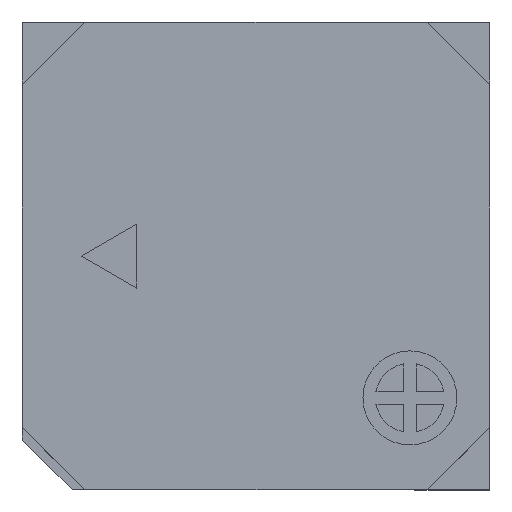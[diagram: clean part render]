
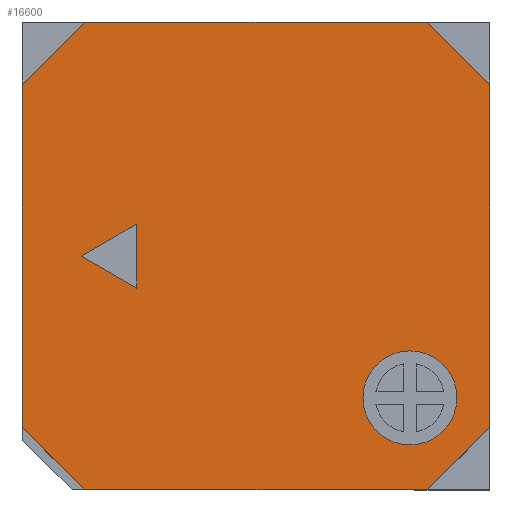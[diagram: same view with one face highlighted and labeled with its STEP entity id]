
A CAD part, top view. The second image highlights one B-rep face of the part: STEP entity #16600.
In plain terms, the highlighted planar face has unit normal (0, 0, 1).
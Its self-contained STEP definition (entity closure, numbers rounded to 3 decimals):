
#32 = VERTEX_POINT ( 'NONE', #2489 ) ;
#521 = CARTESIAN_POINT ( 'NONE',  ( 3.25, 3.25, 2.5 ) ) ;
#558 = EDGE_LOOP ( 'NONE', ( #16496, #2687, #9218, #10815, #17852, #17294, #10580, #3077 ) ) ;
#637 = VERTEX_POINT ( 'NONE', #9731 ) ;
#782 = LINE ( 'NONE', #13013, #3375 ) ;
#1018 = ORIENTED_EDGE ( 'NONE', *, *, #19746, .F. ) ;
#1230 = FACE_BOUND ( 'NONE', #4239, .T. ) ;
#1322 = DIRECTION ( 'NONE',  ( 0., 0., 1. ) ) ;
#1481 = VERTEX_POINT ( 'NONE', #3234 ) ;
#1549 = CARTESIAN_POINT ( 'NONE',  ( -3.75, 3.75, 2.5 ) ) ;
#1634 = CARTESIAN_POINT ( 'NONE',  ( -1.912, 0.513, 2.5 ) ) ;
#1664 = VERTEX_POINT ( 'NONE', #14984 ) ;
#1698 = LINE ( 'NONE', #6111, #17336 ) ;
#1718 = EDGE_LOOP ( 'NONE', ( #10845, #14484, #13067 ) ) ;
#1892 = CARTESIAN_POINT ( 'NONE',  ( -3.25, -3.25, 2.5 ) ) ;
#2129 = LINE ( 'NONE', #1549, #11326 ) ;
#2489 = CARTESIAN_POINT ( 'NONE',  ( 2.75, 3.75, 2.5 ) ) ;
#2612 = DIRECTION ( 'NONE',  ( 0., 0., 1. ) ) ;
#2687 = ORIENTED_EDGE ( 'NONE', *, *, #4352, .T. ) ;
#2759 = FACE_BOUND ( 'NONE', #1718, .T. ) ;
#2881 = VERTEX_POINT ( 'NONE', #18568 ) ;
#3077 = ORIENTED_EDGE ( 'NONE', *, *, #14403, .T. ) ;
#3234 = CARTESIAN_POINT ( 'NONE',  ( 3.225, -2.276, 2.5 ) ) ;
#3250 = EDGE_CURVE ( 'NONE', #32, #11603, #782, .T. ) ;
#3294 = DIRECTION ( 'NONE',  ( 0.866, -0.5, 0. ) ) ;
#3369 = CIRCLE ( 'NONE', #14577, 0.754 ) ;
#3375 = VECTOR ( 'NONE', #12802, 1000. ) ;
#3585 = DIRECTION ( 'NONE',  ( 0., 0., 1. ) ) ;
#3709 = CARTESIAN_POINT ( 'NONE',  ( -2.75, -3.75, 2.5 ) ) ;
#3746 = CARTESIAN_POINT ( 'NONE',  ( -1.912, -0.513, 2.5 ) ) ;
#3980 = VECTOR ( 'NONE', #9571, 1000. ) ;
#4022 = EDGE_CURVE ( 'NONE', #1664, #10114, #1698, .T. ) ;
#4200 = VERTEX_POINT ( 'NONE', #8822 ) ;
#4239 = EDGE_LOOP ( 'NONE', ( #1018, #11899 ) ) ;
#4352 = EDGE_CURVE ( 'NONE', #4874, #637, #18610, .T. ) ;
#4805 = VECTOR ( 'NONE', #11003, 1000. ) ;
#4833 = CARTESIAN_POINT ( 'NONE',  ( -1.912, -0.513, 2.5 ) ) ;
#4874 = VERTEX_POINT ( 'NONE', #15708 ) ;
#4940 = CARTESIAN_POINT ( 'NONE',  ( -3.75, -3.75, 2.5 ) ) ;
#5211 = LINE ( 'NONE', #521, #11389 ) ;
#5241 = EDGE_CURVE ( 'NONE', #2881, #1664, #7588, .T. ) ;
#5667 = CARTESIAN_POINT ( 'NONE',  ( -2.75, 3.75, 2.5 ) ) ;
#5956 = PLANE ( 'NONE',  #19387 ) ;
#6111 = CARTESIAN_POINT ( 'NONE',  ( -2.802, 0., 2.5 ) ) ;
#6135 = EDGE_CURVE ( 'NONE', #18522, #4874, #7382, .T. ) ;
#6608 = EDGE_CURVE ( 'NONE', #11413, #32, #5211, .T. ) ;
#6612 = DIRECTION ( 'NONE',  ( 1., 0., 0. ) ) ;
#6713 = DIRECTION ( 'NONE',  ( -0.707, 0.707, 0. ) ) ;
#6856 = LINE ( 'NONE', #3746, #4805 ) ;
#7052 = DIRECTION ( 'NONE',  ( 0., 1., 0. ) ) ;
#7292 = VERTEX_POINT ( 'NONE', #10688 ) ;
#7382 = LINE ( 'NONE', #4940, #3980 ) ;
#7393 = CARTESIAN_POINT ( 'NONE',  ( 3.75, 2.75, 2.5 ) ) ;
#7588 = LINE ( 'NONE', #1634, #12581 ) ;
#8584 = CARTESIAN_POINT ( 'NONE',  ( 3.75, 3.75, 2.5 ) ) ;
#8776 = FACE_OUTER_BOUND ( 'NONE', #558, .T. ) ;
#8822 = CARTESIAN_POINT ( 'NONE',  ( -3.75, -2.75, 2.5 ) ) ;
#9218 = ORIENTED_EDGE ( 'NONE', *, *, #15675, .T. ) ;
#9267 = DIRECTION ( 'NONE',  ( -0.866, -0.5, 0. ) ) ;
#9528 = LINE ( 'NONE', #1892, #17643 ) ;
#9571 = DIRECTION ( 'NONE',  ( 1., 0., 0. ) ) ;
#9714 = CARTESIAN_POINT ( 'NONE',  ( 2.471, -2.276, 2.5 ) ) ;
#9731 = CARTESIAN_POINT ( 'NONE',  ( 3.75, -2.75, 2.5 ) ) ;
#9770 = LINE ( 'NONE', #8584, #11050 ) ;
#10051 = EDGE_CURVE ( 'NONE', #11603, #7292, #13570, .T. ) ;
#10114 = VERTEX_POINT ( 'NONE', #4833 ) ;
#10389 = CIRCLE ( 'NONE', #11687, 0.754 ) ;
#10580 = ORIENTED_EDGE ( 'NONE', *, *, #12943, .T. ) ;
#10688 = CARTESIAN_POINT ( 'NONE',  ( -3.75, 2.75, 2.5 ) ) ;
#10815 = ORIENTED_EDGE ( 'NONE', *, *, #6608, .T. ) ;
#10845 = ORIENTED_EDGE ( 'NONE', *, *, #14643, .F. ) ;
#10988 = CARTESIAN_POINT ( 'NONE',  ( 3.25, -3.25, 2.5 ) ) ;
#11000 = VERTEX_POINT ( 'NONE', #16281 ) ;
#11003 = DIRECTION ( 'NONE',  ( 0., 1., 0. ) ) ;
#11050 = VECTOR ( 'NONE', #7052, 1000. ) ;
#11326 = VECTOR ( 'NONE', #14248, 1000. ) ;
#11389 = VECTOR ( 'NONE', #6713, 1000. ) ;
#11413 = VERTEX_POINT ( 'NONE', #7393 ) ;
#11603 = VERTEX_POINT ( 'NONE', #5667 ) ;
#11618 = DIRECTION ( 'NONE',  ( 0.707, -0.707, 0. ) ) ;
#11687 = AXIS2_PLACEMENT_3D ( 'NONE', #14954, #2612, #14852 ) ;
#11899 = ORIENTED_EDGE ( 'NONE', *, *, #15885, .F. ) ;
#11962 = CARTESIAN_POINT ( 'NONE',  ( 0., 0., 2.5 ) ) ;
#12581 = VECTOR ( 'NONE', #9267, 1000. ) ;
#12802 = DIRECTION ( 'NONE',  ( -1., 0., 0. ) ) ;
#12943 = EDGE_CURVE ( 'NONE', #7292, #4200, #2129, .T. ) ;
#13013 = CARTESIAN_POINT ( 'NONE',  ( -3.75, 3.75, 2.5 ) ) ;
#13067 = ORIENTED_EDGE ( 'NONE', *, *, #5241, .F. ) ;
#13570 = LINE ( 'NONE', #18307, #15452 ) ;
#13976 = DIRECTION ( 'NONE',  ( -0.707, -0.707, 0. ) ) ;
#14248 = DIRECTION ( 'NONE',  ( 0., -1., 0. ) ) ;
#14403 = EDGE_CURVE ( 'NONE', #4200, #18522, #9528, .T. ) ;
#14484 = ORIENTED_EDGE ( 'NONE', *, *, #4022, .F. ) ;
#14577 = AXIS2_PLACEMENT_3D ( 'NONE', #9714, #3585, #6612 ) ;
#14643 = EDGE_CURVE ( 'NONE', #10114, #2881, #6856, .T. ) ;
#14852 = DIRECTION ( 'NONE',  ( 1., 0., 0. ) ) ;
#14954 = CARTESIAN_POINT ( 'NONE',  ( 2.471, -2.276, 2.5 ) ) ;
#14984 = CARTESIAN_POINT ( 'NONE',  ( -2.802, 0., 2.5 ) ) ;
#15452 = VECTOR ( 'NONE', #13976, 1000. ) ;
#15675 = EDGE_CURVE ( 'NONE', #637, #11413, #9770, .T. ) ;
#15708 = CARTESIAN_POINT ( 'NONE',  ( 2.75, -3.75, 2.5 ) ) ;
#15885 = EDGE_CURVE ( 'NONE', #11000, #1481, #3369, .T. ) ;
#16281 = CARTESIAN_POINT ( 'NONE',  ( 1.716, -2.276, 2.5 ) ) ;
#16496 = ORIENTED_EDGE ( 'NONE', *, *, #6135, .T. ) ;
#16600 = ADVANCED_FACE ( 'NONE', ( #2759, #1230, #8776 ), #5956, .T. ) ;
#17093 = DIRECTION ( 'NONE',  ( 0.707, 0.707, 0. ) ) ;
#17294 = ORIENTED_EDGE ( 'NONE', *, *, #10051, .T. ) ;
#17336 = VECTOR ( 'NONE', #3294, 1000. ) ;
#17643 = VECTOR ( 'NONE', #11618, 1000. ) ;
#17852 = ORIENTED_EDGE ( 'NONE', *, *, #3250, .T. ) ;
#18307 = CARTESIAN_POINT ( 'NONE',  ( -3.25, 3.25, 2.5 ) ) ;
#18327 = VECTOR ( 'NONE', #17093, 1000. ) ;
#18522 = VERTEX_POINT ( 'NONE', #3709 ) ;
#18568 = CARTESIAN_POINT ( 'NONE',  ( -1.912, 0.513, 2.5 ) ) ;
#18610 = LINE ( 'NONE', #10988, #18327 ) ;
#19273 = DIRECTION ( 'NONE',  ( 1., 0., 0. ) ) ;
#19387 = AXIS2_PLACEMENT_3D ( 'NONE', #11962, #1322, #19273 ) ;
#19746 = EDGE_CURVE ( 'NONE', #1481, #11000, #10389, .T. ) ;
